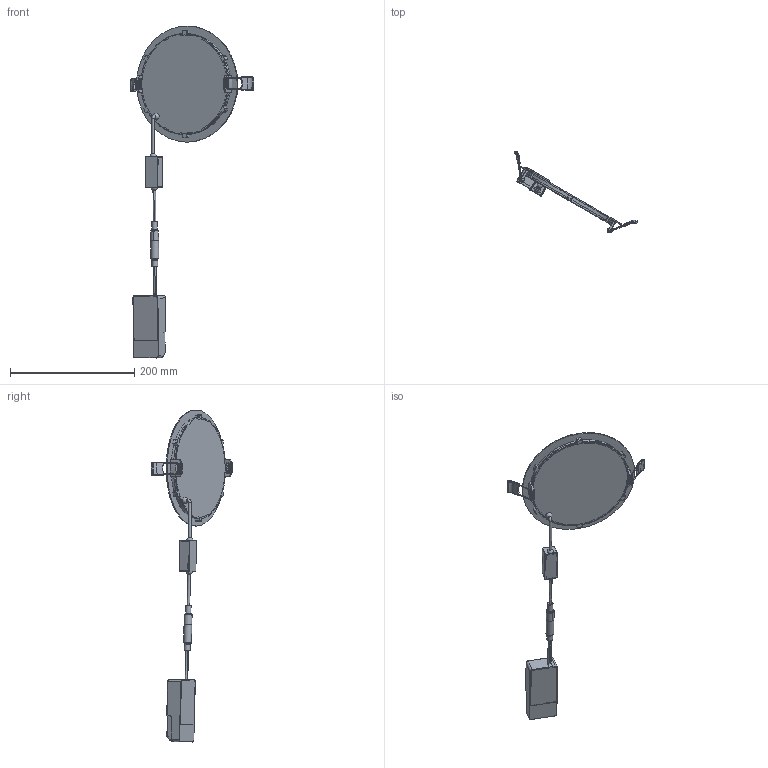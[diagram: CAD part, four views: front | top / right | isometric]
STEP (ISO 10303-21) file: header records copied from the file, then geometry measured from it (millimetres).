
FILE_DESCRIPTION (( 'STEP AP214' ), '1' );
FILE_NAME ('DL_SLIM_ALU_DN175.STEP', '2024-10-29T13:34:10', ( '' ), ( '' ), 'SwSTEP 2.0', 'SolidWorks 2022', '' );
FILE_SCHEMA (( 'AUTOMOTIVE_DESIGN' ));
Length unit declared in the file: millimetre
Products named in the file (1): DL_SLIM_ALU_DN175
Bounding box: 198.93 x 131.77 x 534.43 mm (x, y, z)
Volume: 97869.5 mm3; surface area: 171588.6 mm2
Topology: 15 solids, 15 shells, 868 faces, 2256 edges, 1395 vertices
Faces by surface type: plane 323, cylinder 292, torus 115, bspline 68, sphere 39, cone 31
Full cylindrical faces by diameter (mm): 4.2 x2, 5.35 x1, 7.8 x1, 8.105 x1, 8.5 x1, 9.35 x1, 12.5 x1
Entity records: 40589 total; most frequent: CARTESIAN_POINT 10347, ORIENTED_EDGE 4388, DIRECTION 4274, EDGE_CURVE 2194, AXIS2_PLACEMENT_3D 1608, VERTEX_POINT 1388, LINE 1058, VECTOR 1058
